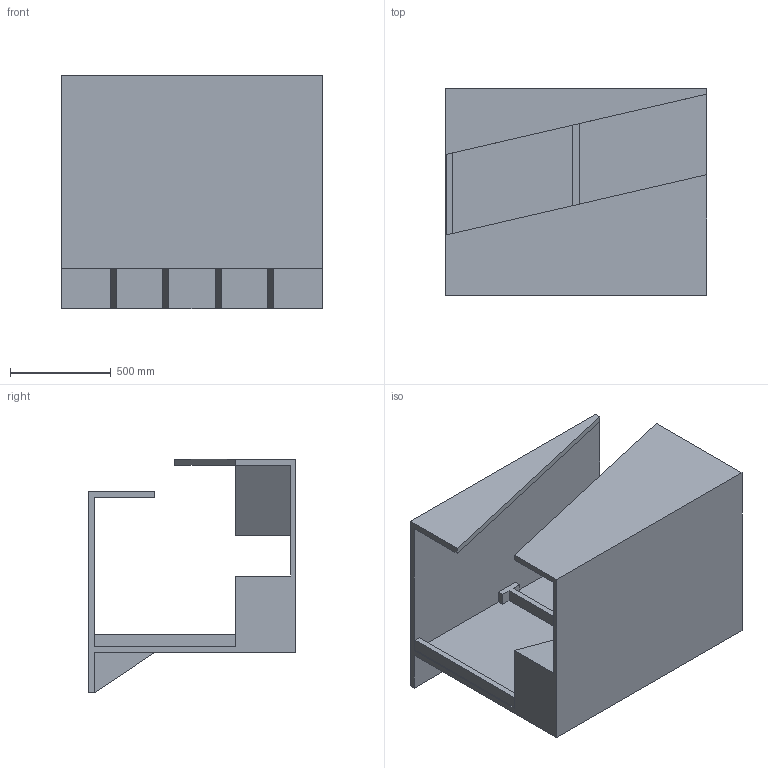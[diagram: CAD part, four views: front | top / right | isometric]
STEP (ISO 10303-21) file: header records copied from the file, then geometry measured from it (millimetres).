
FILE_DESCRIPTION (( 'STEP AP203' ), '1' );
FILE_NAME ('SDG1V7sim350_400E1.STEP', '2025-03-12T01:48:24', ( '' ), ( '' ), 'SwSTEP 2.0', 'SolidWorks 2024', '' );
FILE_SCHEMA (( 'CONFIG_CONTROL_DESIGN' ));
Length unit declared in the file: millimetre
Products named in the file (1): SDG1V7sim350_400E1
Bounding box: 1300 x 1030 x 1160 mm (x, y, z)
Volume: 262057000 mm3; surface area: 9996076.8 mm2
Topology: 1 solids, 1 shells, 48 faces, 126 edges, 80 vertices
Faces by surface type: plane 48
Entity records: 1511 total; most frequent: CARTESIAN_POINT 255, ORIENTED_EDGE 252, DIRECTION 224, EDGE_CURVE 126, VECTOR 126, LINE 126, VERTEX_POINT 80, AXIS2_PLACEMENT_3D 49
